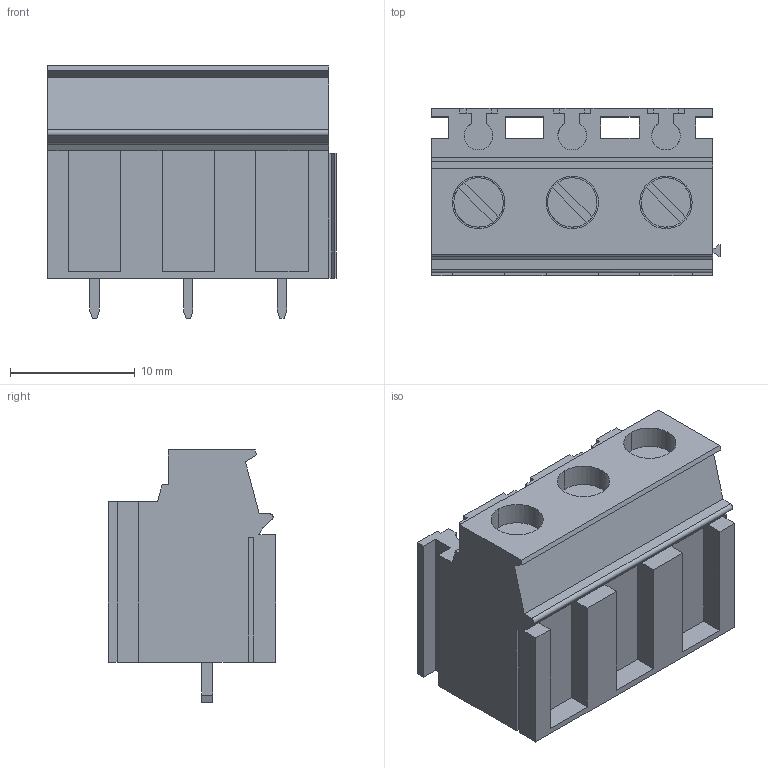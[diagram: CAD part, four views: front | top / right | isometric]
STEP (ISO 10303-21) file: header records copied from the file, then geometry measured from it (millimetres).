
FILE_DESCRIPTION(('CATIA V5 STEP Exchange','CAx-IF Rec.Pracs.--- Model Styling and Organization---1.2---2011-12-15'),'2;1');
FILE_NAME ('D1453019_0_1594450000_1594450000.stp','2018-03-01T07:29:06+00:00',('none'),('Weidmueller'),'CATIA Version 5-6 Release 2014','CATIA V5 STEP AP214','none');
FILE_SCHEMA(('AUTOMOTIVE_DESIGN { 1 0 10303 214 1 1 1 1 }'));
Length unit declared in the file: millimetre
Products named in the file (1): 1594450000
Bounding box: 23.1 x 13.4 x 20.2 mm (x, y, z)
Volume: 3740.8 mm3; surface area: 2818.3 mm2
Topology: 7 solids, 7 shells, 165 faces, 438 edges, 290 vertices
Faces by surface type: plane 145, cylinder 20
Entity records: 5122 total; most frequent: CARTESIAN_POINT 1016, ORIENTED_EDGE 876, DIRECTION 692, EDGE_CURVE 438, VECTOR 386, LINE 386, VERTEX_POINT 290, AXIS2_PLACEMENT_3D 175
